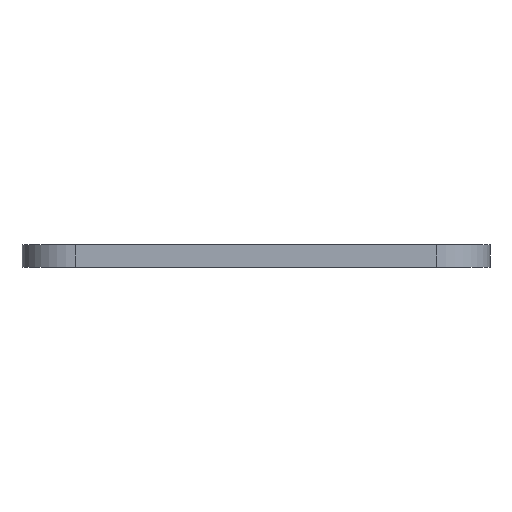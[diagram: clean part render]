
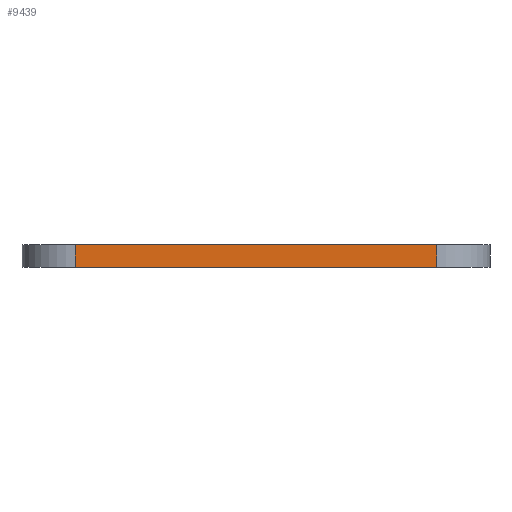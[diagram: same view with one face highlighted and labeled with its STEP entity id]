
A CAD part, left-side view. The second image highlights one B-rep face of the part: STEP entity #9439.
In plain terms, the highlighted planar face has unit normal (-1, 0, 0).
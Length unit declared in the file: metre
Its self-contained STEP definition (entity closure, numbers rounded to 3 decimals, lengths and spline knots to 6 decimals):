
#456=LINE('',#13859,#1147);
#592=LINE('',#14651,#1283);
#593=LINE('',#14654,#1284);
#594=LINE('',#14655,#1285);
#1147=VECTOR('',#11044,1.);
#1283=VECTOR('',#11552,1.);
#1284=VECTOR('',#11553,1.);
#1285=VECTOR('',#11554,1.);
#2922=ORIENTED_EDGE('',*,*,#5847,.F.);
#2923=ORIENTED_EDGE('',*,*,#5848,.T.);
#2924=ORIENTED_EDGE('',*,*,#5512,.T.);
#2925=ORIENTED_EDGE('',*,*,#5849,.T.);
#5512=EDGE_CURVE('',#7018,#7017,#456,.T.);
#5847=EDGE_CURVE('',#7305,#7306,#592,.T.);
#5848=EDGE_CURVE('',#7305,#7018,#593,.F.);
#5849=EDGE_CURVE('',#7017,#7306,#594,.T.);
#7017=VERTEX_POINT('',#13858);
#7018=VERTEX_POINT('',#13860);
#7305=VERTEX_POINT('',#14652);
#7306=VERTEX_POINT('',#14653);
#8207=EDGE_LOOP('',(#2922,#2923,#2924,#2925));
#8776=FACE_BOUND('',#8207,.T.);
#9298=PLANE('',#10176);
#9439=ADVANCED_FACE('',(#8776),#9298,.T.);
#10176=AXIS2_PLACEMENT_3D('',#14650,#11550,#11551);
#11044=DIRECTION('',(0.,1.,0.));
#11550=DIRECTION('',(-1.,0.,0.));
#11551=DIRECTION('',(0.,-1.,0.));
#11552=DIRECTION('',(0.,1.,0.));
#11553=DIRECTION('',(0.,0.,-1.));
#11554=DIRECTION('',(0.,0.,-1.));
#13858=CARTESIAN_POINT('',(-0.0501,0.02365,0.016));
#13859=CARTESIAN_POINT('',(-0.0501,0.,0.016));
#13860=CARTESIAN_POINT('',(-0.0501,-0.02365,0.016));
#14650=CARTESIAN_POINT('',(-0.0501,0.,0.016));
#14651=CARTESIAN_POINT('',(-0.0501,0.,0.013));
#14652=CARTESIAN_POINT('',(-0.0501,-0.02365,0.013));
#14653=CARTESIAN_POINT('',(-0.0501,0.02365,0.013));
#14654=CARTESIAN_POINT('',(-0.0501,-0.02365,0.016));
#14655=CARTESIAN_POINT('',(-0.0501,0.02365,0.013));
